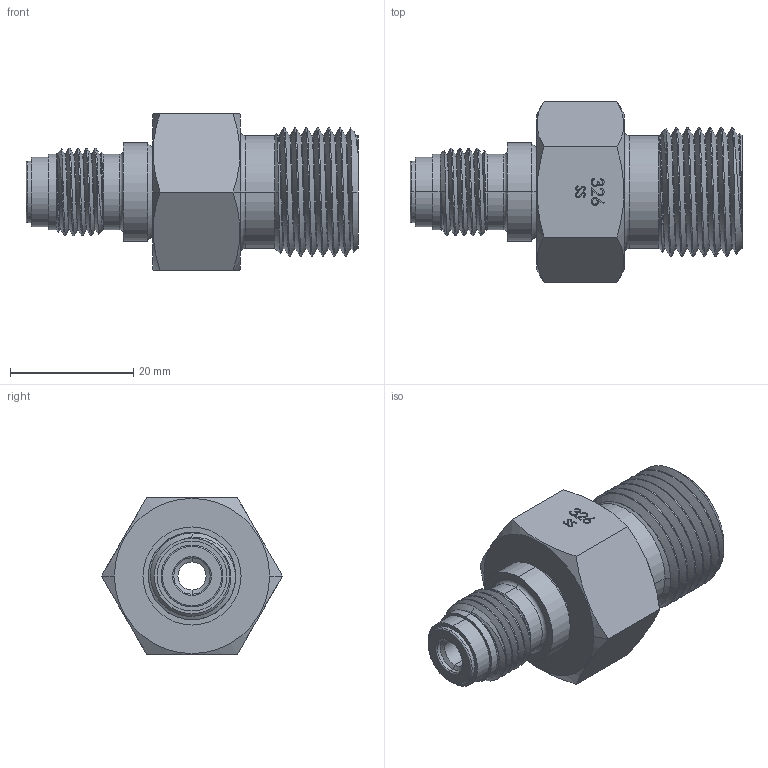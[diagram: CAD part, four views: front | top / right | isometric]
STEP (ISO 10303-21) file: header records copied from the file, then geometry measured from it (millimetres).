
FILE_DESCRIPTION (( 'STEP AP203' ), '1' );
FILE_NAME ('AD-326MSS-4MFS.STEP', '2025-09-16T12:02:04', ( '' ), ( '' ), 'SwSTEP 2.0', 'SolidWorks 2018', '' );
FILE_SCHEMA (( 'CONFIG_CONTROL_DESIGN' ));
Length unit declared in the file: inch
Products named in the file (3): AD-326MSS-4MFS; PRT-002118; PRT-001202
Assembly tree (2 placements, depth 2):
  AD-326MSS-4MFS
    PRT-001202
    PRT-002118
Bounding box: 53.78 x 29.33 x 25.4 mm (x, y, z)
Volume: 13922 mm3; surface area: 7528.9 mm2
Topology: 2 solids, 2 shells, 215 faces, 569 edges, 368 vertices
Faces by surface type: bspline 67, cylinder 63, cone 39, plane 36, torus 10
Entity records: 15974 total; most frequent: CARTESIAN_POINT 11089, ORIENTED_EDGE 1138, DIRECTION 685, EDGE_CURVE 569, VERTEX_POINT 368, AXIS2_PLACEMENT_3D 237, EDGE_LOOP 229, ADVANCED_FACE 215
